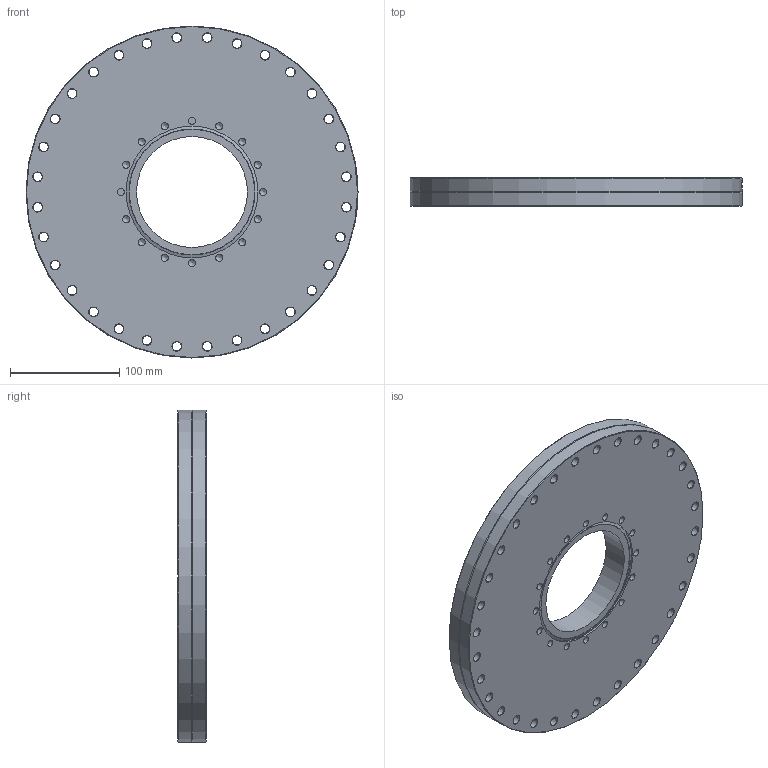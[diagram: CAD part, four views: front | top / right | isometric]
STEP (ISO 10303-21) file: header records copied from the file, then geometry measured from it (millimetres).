
FILE_DESCRIPTION(/* description */ (''),/* implementation_level */ '2;1');
FILE_NAME(/* name */ 'FL-Z250-100.stp',/* time_stamp */ '2018-10-09T15:23:14+01:00',/* author */ ('paul'),/* organization */ (''),/* preprocessor_version */ 'ST-DEVELOPER v17.2',/* originating_system */ 'Autodesk Inventor 2019',/* authorisation */ '');
FILE_SCHEMA (('AUTOMOTIVE_DESIGN { 1 0 10303 214 3 1 1 }'));
Length unit declared in the file: millimetre
Products named in the file (1): FL-Z250-100
Bounding box: 304 x 25.9 x 304 mm (x, y, z)
Volume: 1552018.8 mm3; surface area: 186674.5 mm2
Topology: 1 solids, 1 shells, 239 faces, 678 edges, 449 vertices
Faces by surface type: cone 87, cylinder 63, bspline 53, plane 35, torus 1
Full cylindrical faces by diameter (mm): 6.647 x16, 8.4 x32, 101.6 x1, 120.6 x1, 273.1 x1, 304 x2
Entity records: 20573 total; most frequent: CARTESIAN_POINT 14422, ORIENTED_EDGE 1324, DIRECTION 1169, EDGE_CURVE 662, AXIS2_PLACEMENT_3D 465, VERTEX_POINT 449, EDGE_LOOP 329, CIRCLE 278
